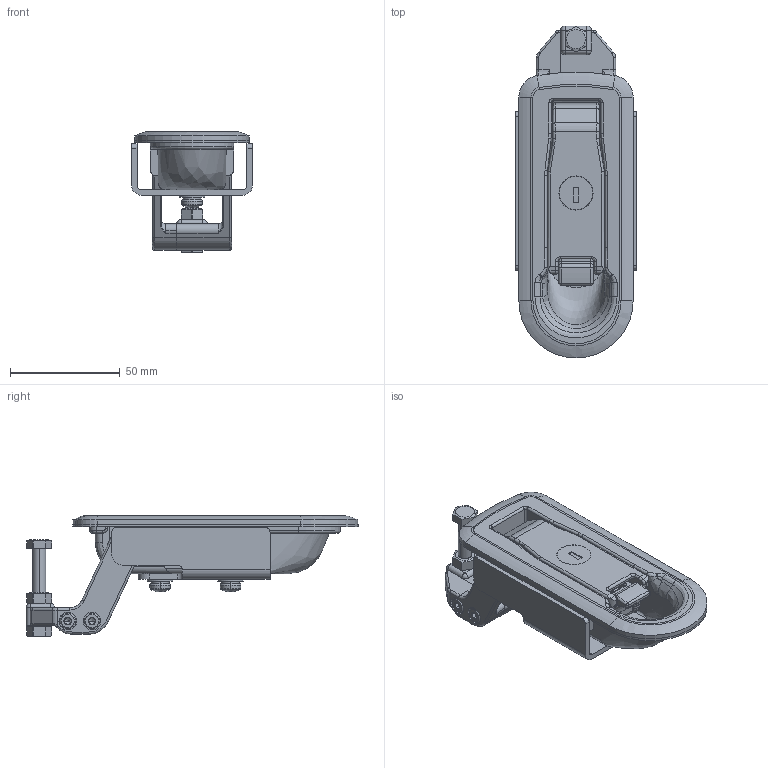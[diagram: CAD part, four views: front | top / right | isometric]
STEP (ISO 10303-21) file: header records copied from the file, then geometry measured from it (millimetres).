
FILE_DESCRIPTION (( 'STEP AP203' ), '1' );
FILE_NAME ('A-222-1.STEP', '2016-06-29T07:19:03', ( '' ), ( '' ), 'SwSTEP 2.0', 'SolidWorks 2014', '' );
FILE_SCHEMA (( 'CONFIG_CONTROL_DESIGN' ));
Length unit declared in the file: millimetre
Products named in the file (16): A222-screwM5x15; A222-bracket; A222-lever; ダミーローター__#200-2-0_; A222-swM5; A222-arm(b); A222-body; A222-boltM6x40; A222-packing; A-222-1; A222-pwM5; A222-screwM4x20; A222-handle_A-222-1; A222-nutM6; A222-shaft; A222-arm(a)
Assembly tree (21 placements, depth 2):
  A-222-1
    A222-body
    A222-handle_A-222-1
    A222-lever
    A222-packing
    A222-arm(a)
    A222-arm(b)
    A222-screwM4x20  x3
    A222-bracket
    A222-shaft
    A222-swM5  x2
    A222-pwM5  x2
    A222-screwM5x15  x2
    A222-boltM6x40
    A222-nutM6  x2
    ダミーローター__#200-2-0_
Bounding box: 55 x 151 x 55 mm (x, y, z)
Volume: 92722.6 mm3; surface area: 69321.4 mm2
Topology: 22 solids, 22 shells, 1176 faces, 2897 edges, 1758 vertices
Faces by surface type: cylinder 417, plane 375, cone 154, torus 112, bspline 90, sphere 28
Entity records: 36610 total; most frequent: CARTESIAN_POINT 10683, DIRECTION 5102, ORIENTED_EDGE 5094, EDGE_CURVE 2547, AXIS2_PLACEMENT_3D 2005, VERTEX_POINT 1568, EDGE_LOOP 1125, LINE 1092
